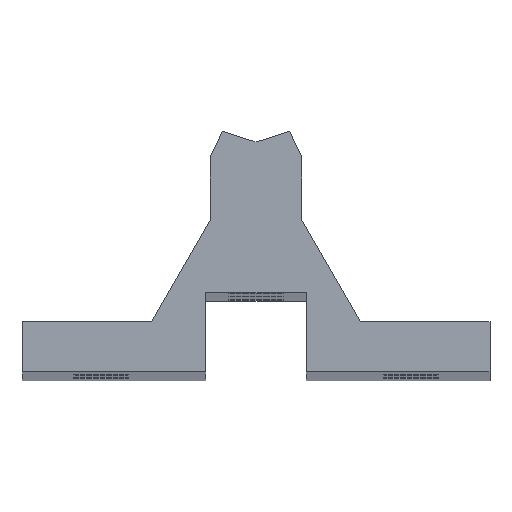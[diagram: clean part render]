
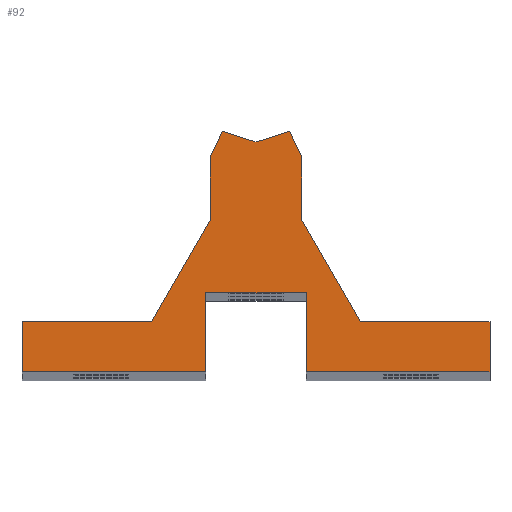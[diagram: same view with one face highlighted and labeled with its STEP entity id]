
A CAD part, top view. The second image highlights one B-rep face of the part: STEP entity #92.
In plain terms, the highlighted planar face has unit normal (0, 0, 1).
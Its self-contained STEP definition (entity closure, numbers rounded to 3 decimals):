
#8 = CARTESIAN_POINT ( 'NONE',  ( 28., 3., 299.75 ) ) ;
#23 = DIRECTION ( 'NONE',  ( 0., -1., 0. ) ) ;
#30 = VERTEX_POINT ( 'NONE', #1385 ) ;
#52 = CARTESIAN_POINT ( 'NONE',  ( -28., -3., 299.75 ) ) ;
#60 = ORIENTED_EDGE ( 'NONE', *, *, #748, .T. ) ;
#69 = ORIENTED_EDGE ( 'NONE', *, *, #204, .T. ) ;
#82 = CARTESIAN_POINT ( 'NONE',  ( 6., 6.5, 299.75 ) ) ;
#92 = ADVANCED_FACE ( 'NONE', ( #170 ), #320, .T. ) ;
#96 = VERTEX_POINT ( 'NONE', #8 ) ;
#111 = DIRECTION ( 'NONE',  ( -1., 0., 0. ) ) ;
#125 = LINE ( 'NONE', #1741, #852 ) ;
#167 = EDGE_CURVE ( 'NONE', #943, #499, #496, .T. ) ;
#170 = FACE_OUTER_BOUND ( 'NONE', #1490, .T. ) ;
#204 = EDGE_CURVE ( 'NONE', #1350, #1951, #461, .T. ) ;
#245 = VECTOR ( 'NONE', #111, 1000. ) ;
#263 = CARTESIAN_POINT ( 'NONE',  ( -28., -3., 299.75 ) ) ;
#265 = ORIENTED_EDGE ( 'NONE', *, *, #1173, .T. ) ;
#282 = ORIENTED_EDGE ( 'NONE', *, *, #1060, .T. ) ;
#289 = VECTOR ( 'NONE', #2045, 1000. ) ;
#294 = DIRECTION ( 'NONE',  ( -0.954, -0.301, 0. ) ) ;
#311 = DIRECTION ( 'NONE',  ( -0.954, 0.301, 0. ) ) ;
#312 = VECTOR ( 'NONE', #1552, 1000. ) ;
#320 = PLANE ( 'NONE',  #1574 ) ;
#327 = ORIENTED_EDGE ( 'NONE', *, *, #1414, .T. ) ;
#354 = ORIENTED_EDGE ( 'NONE', *, *, #1343, .T. ) ;
#367 = CARTESIAN_POINT ( 'NONE',  ( -5.5, 22.618, 299.75 ) ) ;
#371 = ORIENTED_EDGE ( 'NONE', *, *, #532, .T. ) ;
#424 = CARTESIAN_POINT ( 'NONE',  ( -6., -3., 299.75 ) ) ;
#440 = CARTESIAN_POINT ( 'NONE',  ( -28., 3., 299.75 ) ) ;
#461 = LINE ( 'NONE', #1106, #1402 ) ;
#469 = DIRECTION ( 'NONE',  ( 0., 0., 1. ) ) ;
#474 = CARTESIAN_POINT ( 'NONE',  ( -28., 3., 299.75 ) ) ;
#479 = VECTOR ( 'NONE', #1500, 1000. ) ;
#496 = LINE ( 'NONE', #1756, #1579 ) ;
#499 = VERTEX_POINT ( 'NONE', #1537 ) ;
#503 = CARTESIAN_POINT ( 'NONE',  ( 28., -3., 299.75 ) ) ;
#531 = VERTEX_POINT ( 'NONE', #424 ) ;
#532 = EDGE_CURVE ( 'NONE', #581, #1694, #739, .T. ) ;
#536 = DIRECTION ( 'NONE',  ( -0.423, 0.906, 0. ) ) ;
#542 = ORIENTED_EDGE ( 'NONE', *, *, #939, .F. ) ;
#545 = DIRECTION ( 'NONE',  ( -0.5, 0.866, 0. ) ) ;
#559 = CARTESIAN_POINT ( 'NONE',  ( -6., 6.5, 299.75 ) ) ;
#563 = ORIENTED_EDGE ( 'NONE', *, *, #1436, .T. ) ;
#581 = VERTEX_POINT ( 'NONE', #474 ) ;
#598 = VERTEX_POINT ( 'NONE', #1792 ) ;
#631 = VERTEX_POINT ( 'NONE', #812 ) ;
#633 = CARTESIAN_POINT ( 'NONE',  ( -28., -3., 299.75 ) ) ;
#634 = CARTESIAN_POINT ( 'NONE',  ( -12.5, 3., 299.75 ) ) ;
#652 = VECTOR ( 'NONE', #545, 1000. ) ;
#695 = DIRECTION ( 'NONE',  ( 0., -1., 0. ) ) ;
#716 = VECTOR ( 'NONE', #1045, 1000. ) ;
#717 = VERTEX_POINT ( 'NONE', #503 ) ;
#739 = LINE ( 'NONE', #1381, #289 ) ;
#746 = CARTESIAN_POINT ( 'NONE',  ( 5.5, 15.124, 299.75 ) ) ;
#748 = EDGE_CURVE ( 'NONE', #631, #1647, #1822, .T. ) ;
#750 = EDGE_CURVE ( 'NONE', #1911, #531, #1016, .T. ) ;
#756 = VECTOR ( 'NONE', #1427, 1000. ) ;
#799 = ORIENTED_EDGE ( 'NONE', *, *, #967, .T. ) ;
#808 = CARTESIAN_POINT ( 'NONE',  ( -5.5, 22.618, 299.75 ) ) ;
#812 = CARTESIAN_POINT ( 'NONE',  ( -4.024, 25.783, 299.75 ) ) ;
#821 = LINE ( 'NONE', #1468, #1557 ) ;
#852 = VECTOR ( 'NONE', #311, 1000. ) ;
#909 = EDGE_CURVE ( 'NONE', #2016, #581, #1191, .T. ) ;
#917 = VECTOR ( 'NONE', #536, 1000. ) ;
#919 = DIRECTION ( 'NONE',  ( 1., 0., 0. ) ) ;
#939 = EDGE_CURVE ( 'NONE', #30, #1911, #1722, .T. ) ;
#943 = VERTEX_POINT ( 'NONE', #1862 ) ;
#952 = DIRECTION ( 'NONE',  ( 0., 1., 0. ) ) ;
#961 = VECTOR ( 'NONE', #1359, 1000. ) ;
#967 = EDGE_CURVE ( 'NONE', #717, #96, #1532, .T. ) ;
#1003 = CARTESIAN_POINT ( 'NONE',  ( 12.5, 3., 299.75 ) ) ;
#1011 = VERTEX_POINT ( 'NONE', #1593 ) ;
#1016 = LINE ( 'NONE', #1963, #1570 ) ;
#1037 = CARTESIAN_POINT ( 'NONE',  ( 12.5, 3., 299.75 ) ) ;
#1045 = DIRECTION ( 'NONE',  ( 0., 1., 0. ) ) ;
#1060 = EDGE_CURVE ( 'NONE', #1011, #2016, #1584, .T. ) ;
#1106 = CARTESIAN_POINT ( 'NONE',  ( 5.5, 22.618, 299.75 ) ) ;
#1146 = EDGE_CURVE ( 'NONE', #1647, #1011, #821, .T. ) ;
#1147 = CARTESIAN_POINT ( 'NONE',  ( 4., 25.835, 299.75 ) ) ;
#1157 = ORIENTED_EDGE ( 'NONE', *, *, #167, .T. ) ;
#1173 = EDGE_CURVE ( 'NONE', #1951, #943, #1666, .T. ) ;
#1191 = LINE ( 'NONE', #1691, #961 ) ;
#1265 = LINE ( 'NONE', #440, #245 ) ;
#1315 = EDGE_CURVE ( 'NONE', #598, #30, #1859, .T. ) ;
#1343 = EDGE_CURVE ( 'NONE', #1694, #531, #2013, .T. ) ;
#1350 = VERTEX_POINT ( 'NONE', #746 ) ;
#1355 = EDGE_CURVE ( 'NONE', #1546, #1350, #1375, .T. ) ;
#1358 = VECTOR ( 'NONE', #1871, 1000. ) ;
#1359 = DIRECTION ( 'NONE',  ( -1., 0., 0. ) ) ;
#1375 = LINE ( 'NONE', #1037, #652 ) ;
#1381 = CARTESIAN_POINT ( 'NONE',  ( -28., 3., 299.75 ) ) ;
#1385 = CARTESIAN_POINT ( 'NONE',  ( 6., 6.5, 299.75 ) ) ;
#1402 = VECTOR ( 'NONE', #952, 1000. ) ;
#1404 = EDGE_CURVE ( 'NONE', #96, #1546, #1265, .T. ) ;
#1414 = EDGE_CURVE ( 'NONE', #598, #717, #1581, .T. ) ;
#1422 = DIRECTION ( 'NONE',  ( 1., 0., 0. ) ) ;
#1427 = DIRECTION ( 'NONE',  ( 0., 1., 0. ) ) ;
#1436 = EDGE_CURVE ( 'NONE', #499, #631, #125, .T. ) ;
#1439 = CARTESIAN_POINT ( 'NONE',  ( 28., 3., 299.75 ) ) ;
#1442 = ORIENTED_EDGE ( 'NONE', *, *, #909, .T. ) ;
#1468 = CARTESIAN_POINT ( 'NONE',  ( -5.5, 22.618, 299.75 ) ) ;
#1470 = DIRECTION ( 'NONE',  ( -0.423, -0.906, 0. ) ) ;
#1490 = EDGE_LOOP ( 'NONE', ( #1615, #327, #799, #1933, #1549, #69, #265, #1157, #563, #60, #1703, #282, #1442, #371, #354, #1678, #542 ) ) ;
#1500 = DIRECTION ( 'NONE',  ( -0.5, -0.866, 0. ) ) ;
#1532 = LINE ( 'NONE', #1439, #756 ) ;
#1537 = CARTESIAN_POINT ( 'NONE',  ( 0., 24.515, 299.75 ) ) ;
#1546 = VERTEX_POINT ( 'NONE', #1003 ) ;
#1549 = ORIENTED_EDGE ( 'NONE', *, *, #1355, .T. ) ;
#1552 = DIRECTION ( 'NONE',  ( 1., 0., 0. ) ) ;
#1556 = CARTESIAN_POINT ( 'NONE',  ( -6., 6.5, 299.75 ) ) ;
#1557 = VECTOR ( 'NONE', #23, 1000. ) ;
#1570 = VECTOR ( 'NONE', #695, 1000. ) ;
#1574 = AXIS2_PLACEMENT_3D ( 'NONE', #1598, #469, #1422 ) ;
#1579 = VECTOR ( 'NONE', #294, 1000. ) ;
#1581 = LINE ( 'NONE', #633, #1810 ) ;
#1584 = LINE ( 'NONE', #1614, #479 ) ;
#1593 = CARTESIAN_POINT ( 'NONE',  ( -5.5, 15.124, 299.75 ) ) ;
#1598 = CARTESIAN_POINT ( 'NONE',  ( 0., 0., 299.75 ) ) ;
#1614 = CARTESIAN_POINT ( 'NONE',  ( -12.5, 3., 299.75 ) ) ;
#1615 = ORIENTED_EDGE ( 'NONE', *, *, #1315, .F. ) ;
#1647 = VERTEX_POINT ( 'NONE', #808 ) ;
#1666 = LINE ( 'NONE', #1147, #917 ) ;
#1678 = ORIENTED_EDGE ( 'NONE', *, *, #750, .F. ) ;
#1691 = CARTESIAN_POINT ( 'NONE',  ( -28., 3., 299.75 ) ) ;
#1694 = VERTEX_POINT ( 'NONE', #52 ) ;
#1703 = ORIENTED_EDGE ( 'NONE', *, *, #1146, .T. ) ;
#1720 = CARTESIAN_POINT ( 'NONE',  ( 5.5, 22.618, 299.75 ) ) ;
#1722 = LINE ( 'NONE', #1556, #1358 ) ;
#1741 = CARTESIAN_POINT ( 'NONE',  ( 0., 24.515, 299.75 ) ) ;
#1756 = CARTESIAN_POINT ( 'NONE',  ( 4.187, 25.835, 299.75 ) ) ;
#1780 = VECTOR ( 'NONE', #1470, 1000. ) ;
#1792 = CARTESIAN_POINT ( 'NONE',  ( 6., -3., 299.75 ) ) ;
#1810 = VECTOR ( 'NONE', #919, 1000. ) ;
#1822 = LINE ( 'NONE', #367, #1780 ) ;
#1859 = LINE ( 'NONE', #82, #716 ) ;
#1862 = CARTESIAN_POINT ( 'NONE',  ( 4.024, 25.783, 299.75 ) ) ;
#1871 = DIRECTION ( 'NONE',  ( -1., 0., 0. ) ) ;
#1911 = VERTEX_POINT ( 'NONE', #559 ) ;
#1933 = ORIENTED_EDGE ( 'NONE', *, *, #1404, .T. ) ;
#1951 = VERTEX_POINT ( 'NONE', #1720 ) ;
#1963 = CARTESIAN_POINT ( 'NONE',  ( -6., 6.5, 299.75 ) ) ;
#2013 = LINE ( 'NONE', #263, #312 ) ;
#2016 = VERTEX_POINT ( 'NONE', #634 ) ;
#2045 = DIRECTION ( 'NONE',  ( 0., -1., 0. ) ) ;
